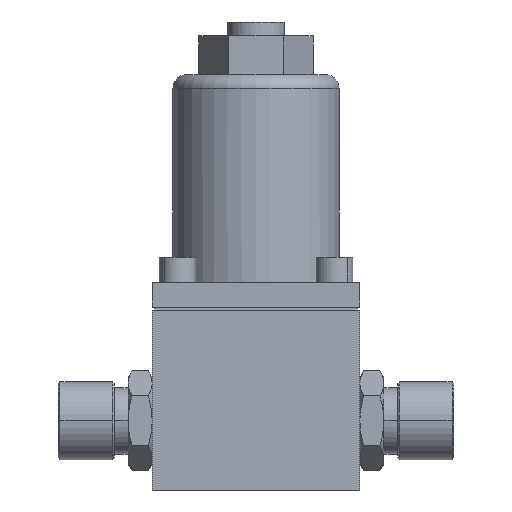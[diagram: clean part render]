
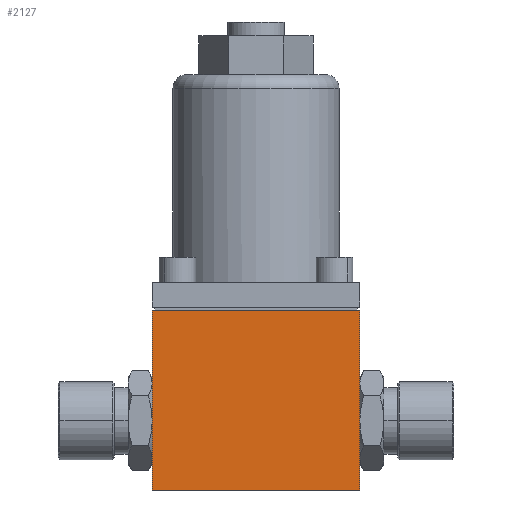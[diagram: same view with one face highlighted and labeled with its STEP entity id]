
A CAD part, front view. The second image highlights one B-rep face of the part: STEP entity #2127.
In plain terms, the highlighted planar face has unit normal (0, -1, 0).
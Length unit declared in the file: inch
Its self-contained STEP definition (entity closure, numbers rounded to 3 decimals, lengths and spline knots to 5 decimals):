
#73=DIRECTION('',(-1.,0.,0.));
#74=VECTOR('',#73,1.5);
#75=CARTESIAN_POINT('',(0.75,-0.75,1.3));
#76=LINE('',#75,#74);
#89=DIRECTION('',(0.,0.,-1.));
#90=VECTOR('',#89,1.3);
#91=CARTESIAN_POINT('',(0.75,-0.75,1.3));
#92=LINE('',#91,#90);
#93=DIRECTION('',(-1.,0.,0.));
#94=VECTOR('',#93,1.5);
#95=CARTESIAN_POINT('',(0.75,-0.75,0.));
#96=LINE('',#95,#94);
#101=DIRECTION('',(0.,0.,-1.));
#102=VECTOR('',#101,1.3);
#103=CARTESIAN_POINT('',(-0.75,-0.75,1.3));
#104=LINE('',#103,#102);
#1624=CARTESIAN_POINT('',(0.75,-0.75,0.));
#1626=VERTEX_POINT('',#1624);
#1629=CARTESIAN_POINT('',(-0.75,-0.75,0.));
#1630=VERTEX_POINT('',#1629);
#1639=CARTESIAN_POINT('',(0.75,-0.75,1.3));
#1641=VERTEX_POINT('',#1639);
#1671=CARTESIAN_POINT('',(-0.75,-0.75,1.3));
#1672=VERTEX_POINT('',#1671);
#2115=CARTESIAN_POINT('',(-0.75,-0.75,0.));
#2116=DIRECTION('',(0.,-1.,0.));
#2117=DIRECTION('',(1.,0.,0.));
#2118=AXIS2_PLACEMENT_3D('',#2115,#2116,#2117);
#2119=PLANE('',#2118);
#2120=ORIENTED_EDGE('',*,*,#2096,.F.);
#2121=ORIENTED_EDGE('',*,*,#2067,.T.);
#2122=ORIENTED_EDGE('',*,*,#2040,.T.);
#2124=ORIENTED_EDGE('',*,*,#2123,.F.);
#2125=EDGE_LOOP('',(#2120,#2121,#2122,#2124));
#2126=FACE_OUTER_BOUND('',#2125,.F.);
#2127=ADVANCED_FACE('',(#2126),#2119,.T.);
#2040=EDGE_CURVE('',#1626,#1630,#96,.T.);
#2067=EDGE_CURVE('',#1641,#1626,#92,.T.);
#2096=EDGE_CURVE('',#1641,#1672,#76,.T.);
#2123=EDGE_CURVE('',#1672,#1630,#104,.T.);
